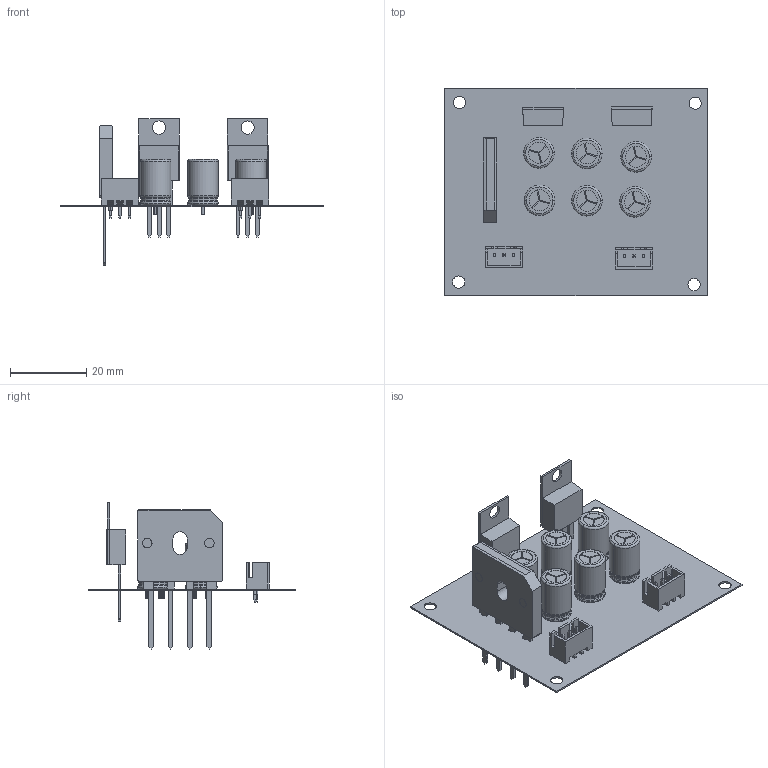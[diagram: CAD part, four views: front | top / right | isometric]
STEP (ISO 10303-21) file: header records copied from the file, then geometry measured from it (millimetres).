
FILE_DESCRIPTION(('Open CASCADE Model'),'2;1');
FILE_NAME('Open CASCADE Shape Model','2020-07-29T01:01:20',('Author'),( 'Open CASCADE'),'Open CASCADE STEP processor 6.8','Open CASCADE 6.8' ,'Unknown');
FILE_SCHEMA(('AUTOMOTIVE_DESIGN { 1 0 10303 214 1 1 1 1 }'));
Length unit declared in the file: millimetre
Products named in the file (17): PCB; Board; U8; 79374; U7; User_Library-GBU_Vishay; U6; J13; User_Library-jst-b3b-xh-a; J12; C22; CAPACITOR_RADIAL_8X12; C21; C20; C19; C18; C17
Assembly tree (23 placements, depth 3):
  PCB
    Board
    U8
      79374
    U7
      User_Library-GBU_Vishay
    U6
      79374
    J13
      User_Library-jst-b3b-xh-a
    J12
      User_Library-jst-b3b-xh-a
    C22
      CAPACITOR_RADIAL_8X12
    C21
      CAPACITOR_RADIAL_8X12
    C20
      CAPACITOR_RADIAL_8X12
    C19
      CAPACITOR_RADIAL_8X12
    C18
      CAPACITOR_RADIAL_8X12
    C17
      CAPACITOR_RADIAL_8X12
Bounding box: 68.7 x 54.4 x 38.33 mm (x, y, z)
Volume: 7918.9 mm3; surface area: 13848.5 mm2
Topology: 12 solids, 12 shells, 667 faces, 1635 edges, 1038 vertices
Faces by surface type: plane 480, cylinder 115, torus 72
Full cylindrical faces by diameter (mm): 0.7 x12, 0.8 x6, 1 x6, 1.7 x4, 3.2 x4
Entity records: 10793 total; most frequent: CARTESIAN_POINT 1644, DIRECTION 1588, ORIENTED_EDGE 1580, EDGE_CURVE 790, LINE 648, VECTOR 648, VERTEX_POINT 510, AXIS2_PLACEMENT_3D 470
